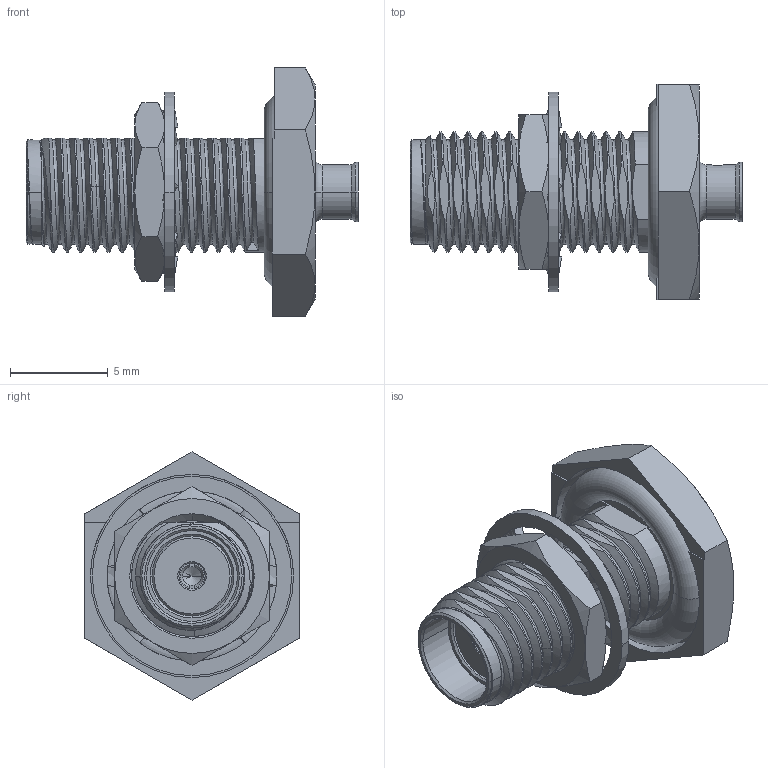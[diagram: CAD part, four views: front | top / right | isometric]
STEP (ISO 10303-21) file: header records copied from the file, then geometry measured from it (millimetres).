
FILE_DESCRIPTION((''),'2;1');
FILE_NAME('901-10745_SW0001','2022-03-04T11:46:51',('Dinesh Kumar'),(''),'CREO PARAMETRIC BY PTC INC, 2019444','CREO PARAMETRIC BY PTC INC, 2019444','');
FILE_SCHEMA(('CONFIG_CONTROL_DESIGN'));
Length unit declared in the file: millimetre
Products named in the file (1): 901-10745_SW0001
Bounding box: 17 x 11 x 12.7 mm (x, y, z)
Volume: 564.8 mm3; surface area: 1071.4 mm2
Topology: 1 solids, 1 shells, 229 faces, 679 edges, 420 vertices
Faces by surface type: plane 70, cylinder 59, bspline 50, cone 46, torus 4
Entity records: 26197 total; most frequent: CARTESIAN_POINT 20554, ORIENTED_EDGE 1354, DIRECTION 933, EDGE_CURVE 677, VERTEX_POINT 420, AXIS2_PLACEMENT_3D 333, VECTOR 267, LINE 267
